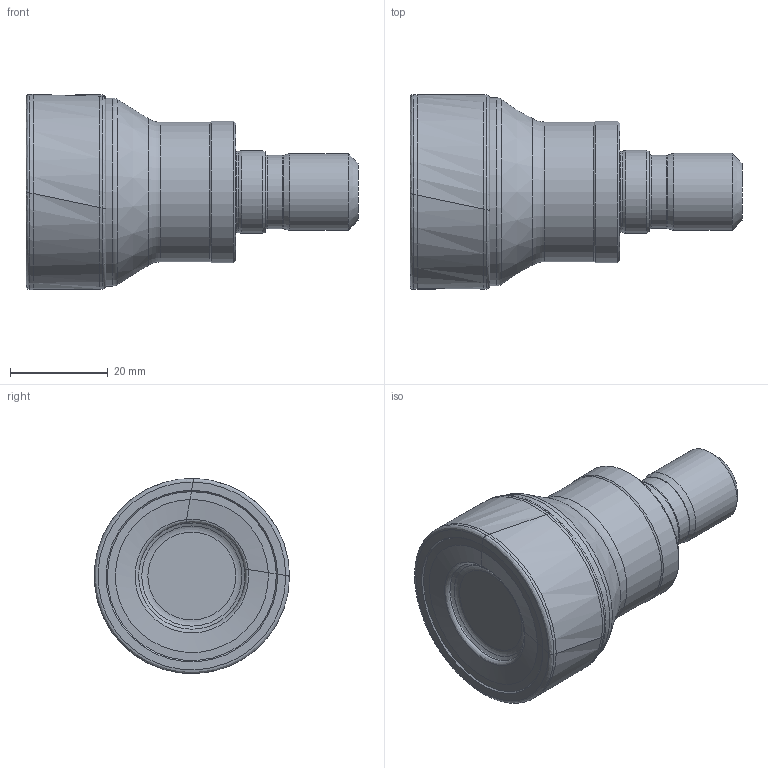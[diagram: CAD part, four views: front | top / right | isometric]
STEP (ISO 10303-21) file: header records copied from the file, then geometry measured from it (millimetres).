
FILE_DESCRIPTION(/* description */ (''),/* implementation_level */ '2;1');
FILE_NAME(/* name */ 'AEM90-AP16L-D40-M16-L43-Z04-H.stp',/* time_stamp */ '2023-10-18T20:59:03+03:00',/* author */ (''),/* organization */ (''),/* preprocessor_version */ 'ST-DEVELOPER v19.4',/* originating_system */ 'SIEMENS PLM Software NX2306.5001',/* authorisation */ '');
FILE_SCHEMA (('AUTOMOTIVE_DESIGN { 1 0 10303 214 3 1 1 1 }'));
Length unit declared in the file: millimetre
Products named in the file (1): AEM90-AP16L-D40-M16-L43-Z04-H-LIGHT_x_t_objects
Bounding box: 67.98 x 39.94 x 39.97 mm (x, y, z)
Volume: 56760 mm3; surface area: 12388.7 mm2
Topology: 2 solids, 2 shells, 71 faces, 136 edges, 70 vertices
Faces by surface type: bspline 36, cylinder 11, cone 11, torus 8, plane 5
Full cylindrical faces by diameter (mm): 15 x1, 15.75 x1, 16.6 x1, 17 x1, 28.6 x1, 29 x1, 38.5 x1
Entity records: 1968 total; most frequent: CARTESIAN_POINT 700, DIRECTION 260, ORIENTED_EDGE 220, AXIS2_PLACEMENT_3D 114, EDGE_CURVE 110, EDGE_LOOP 100, ADVANCED_FACE 71, CIRCLE 70
